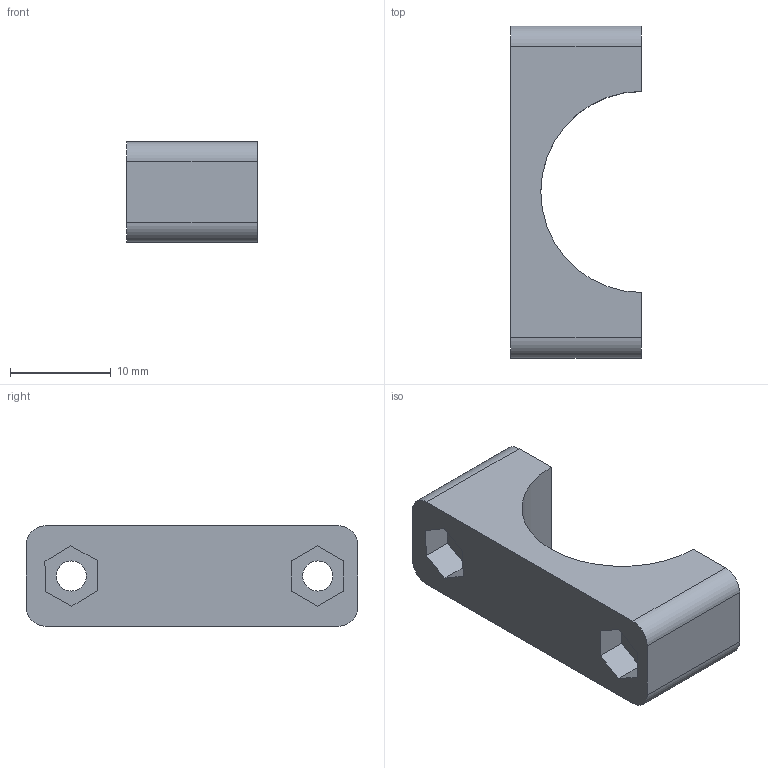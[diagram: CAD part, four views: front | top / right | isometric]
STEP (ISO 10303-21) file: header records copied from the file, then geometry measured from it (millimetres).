
FILE_DESCRIPTION(/* description */ (''),/* implementation_level */ '2;1');
FILE_NAME(/* name */ 'Boom Support Linkage Cap 20mm.stp',/* time_stamp */ '2016-12-13T08:43:38-08:00',/* author */ (''),/* organization */ (''),/* preprocessor_version */ 'ST-DEVELOPER v15.2',/* originating_system */ 'Autodesk Translator Framework v2.0.0.5431',/* authorisation */ '');
FILE_SCHEMA (('AUTOMOTIVE_DESIGN { 1 0 10303 214 3 1 1 }'));
Length unit declared in the file: centimetre
Products named in the file (1): (Unsaved)
Bounding box: 13 x 33 x 10 mm (x, y, z)
Volume: 2392.9 mm3; surface area: 1794.7 mm2
Topology: 1 solids, 1 shells, 28 faces, 72 edges, 48 vertices
Faces by surface type: plane 21, cylinder 7
Full cylindrical faces by diameter (mm): 3 x2
Entity records: 867 total; most frequent: CARTESIAN_POINT 147, DIRECTION 142, ORIENTED_EDGE 140, EDGE_CURVE 70, LINE 56, VECTOR 56, VERTEX_POINT 48, AXIS2_PLACEMENT_3D 43
